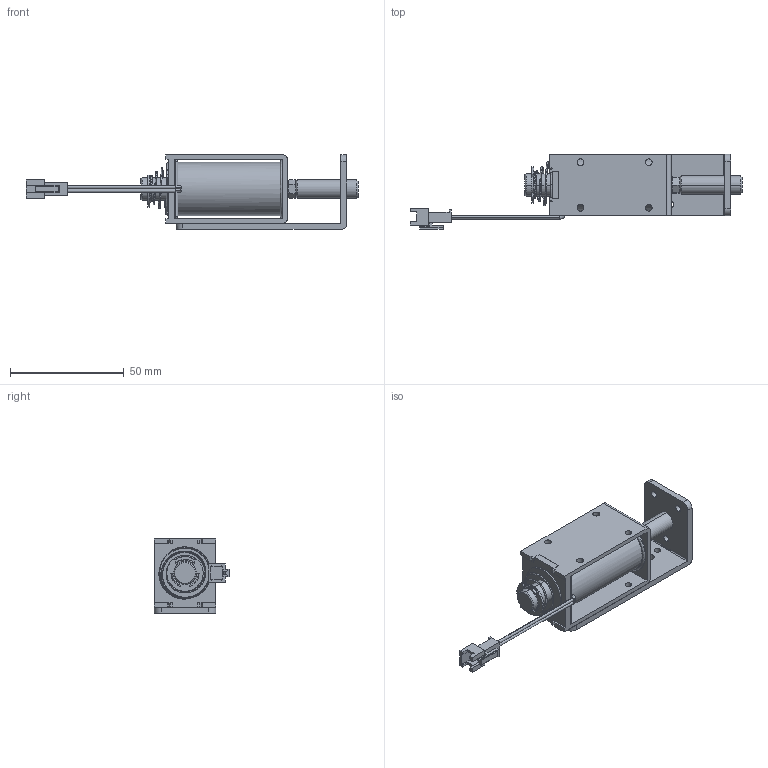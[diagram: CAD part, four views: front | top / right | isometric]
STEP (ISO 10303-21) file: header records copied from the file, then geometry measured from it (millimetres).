
FILE_DESCRIPTION( (''), '2;1');
FILE_NAME ('PC14.8424.TL-432_15446.stp','2020-03-04T16:20:38',(''),(''),'spGate 16.7.1','','');
FILE_SCHEMA (('AUTOMOTIVE_DESIGN'));
Length unit declared in the file: millimetre
Bounding box: 145.94 x 33.15 x 32.6 mm (x, y, z)
Surface area: 18695.9 mm2 (no closed solid volume)
Topology: 0 solids, 1 shells, 346 faces, 922 edges, 575 vertices
Faces by surface type: plane 213, cylinder 80, bspline 49, sphere 4
Entity records: 19287 total; most frequent: CARTESIAN_POINT 3816, ORIENTED_EDGE 1824, DIRECTION 1583, COLOUR_RGB 1261, PRESENTATION_STYLE_ASSIGNMENT 1261, STYLED_ITEM 1261, EDGE_CURVE 914, DRAUGHTING_PRE_DEFINED_CURVE_FONT 914
